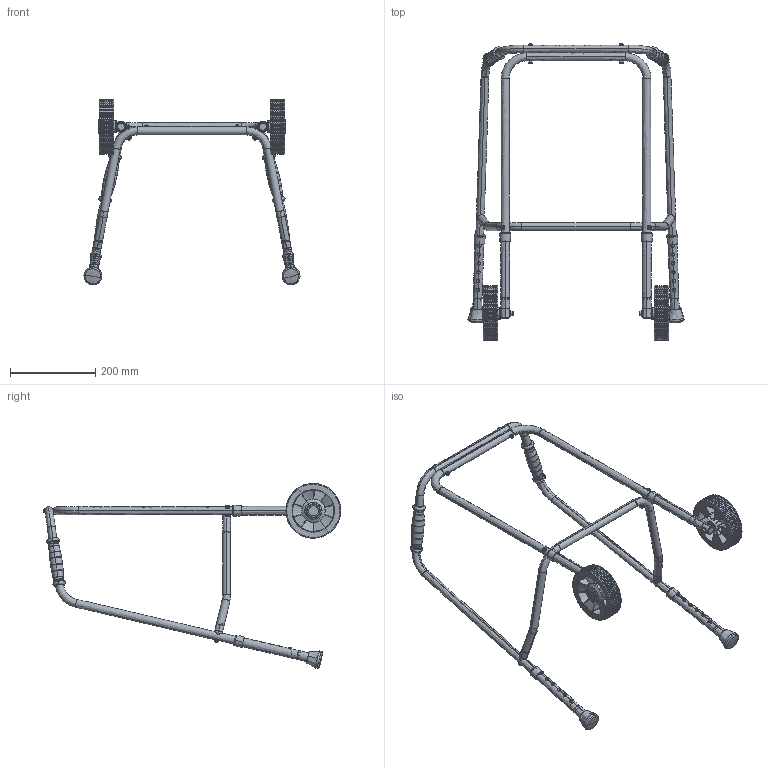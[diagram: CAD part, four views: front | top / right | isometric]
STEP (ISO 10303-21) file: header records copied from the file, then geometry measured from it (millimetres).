
FILE_DESCRIPTION(('FreeCAD Model'),'2;1');
FILE_NAME('Open CASCADE Shape Model','2025-04-29T11:41:08',('FreeCAD'),( 'FreeCAD'),'Open CASCADE STEP processor 7.6','FreeCAD','Unknown');
FILE_SCHEMA(('AUTOMOTIVE_DESIGN { 1 0 10303 214 1 1 1 1 }'));
Products named in the file (1): Open CASCADE STEP translator 7.6 1
Bounding box: 505.61 x 695.81 x 433.84 mm (x, y, z)
Volume: 966950 mm3; surface area: 799208 mm2
Topology: 67 solids, 67 shells, 2190 faces, 5266 edges, 3184 vertices
Faces by surface type: bspline 2190
Entity records: 79044 total; most frequent: CARTESIAN_POINT 49751, ORIENTED_EDGE 10524, EDGE_CURVE 5262, VERTEX_POINT 3184, B_SPLINE_CURVE_WITH_KNOTS 2692, FACE_BOUND 2366, EDGE_LOOP 2366, ADVANCED_FACE 2190
